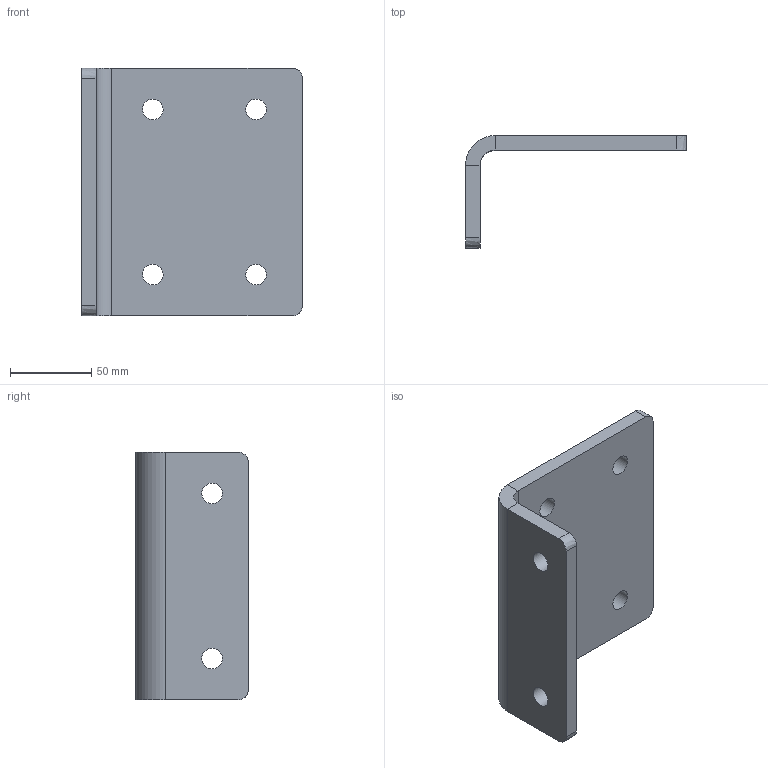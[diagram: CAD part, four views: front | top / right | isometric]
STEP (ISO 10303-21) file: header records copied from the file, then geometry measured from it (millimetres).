
FILE_DESCRIPTION((('zoo.dev export')), '2;1');
FILE_NAME('dump.step', '1970-01-01T00:00:00.0+00:00', ('Author unknown'), ('Organization unknown'), 'zoo.dev beta', 'zoo.dev', 'Authorization unknown');
FILE_SCHEMA(('AP203_CONFIGURATION_CONTROLLED_3D_DESIGN_OF_MECHANICAL_PARTS_AND_ASSEMBLIES_MIM_LF'));
Length unit declared in the file: metre
Products named in the file (3): UNIDENTIFIED_PRODUCT
Bounding box: 135.92 x 69.25 x 152.4 mm (x, y, z)
Volume: 251524.7 mm3; surface area: 69982.5 mm2
Topology: 3 solids, 3 shells, 28 faces, 66 edges, 44 vertices
Faces by surface type: plane 16, bspline 12
Entity records: 956 total; most frequent: CARTESIAN_POINT 402, ORIENTED_EDGE 132, EDGE_CURVE 66, DIRECTION 58, VERTEX_POINT 44, VECTOR 42, LINE 42, EDGE_LOOP 40
